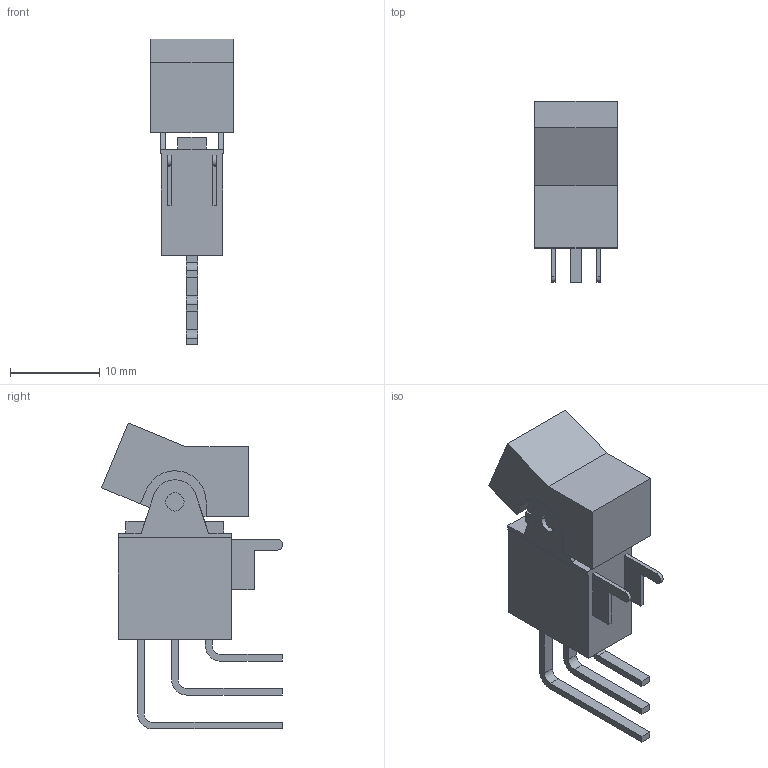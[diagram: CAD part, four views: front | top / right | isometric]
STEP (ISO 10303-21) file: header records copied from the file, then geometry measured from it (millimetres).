
FILE_DESCRIPTION((''),'2;1');
FILE_NAME('C-1-1571986-1','2021-09-14T06:43:56',('workeradm'),('TE Connectivity Ltd.'),'CREO PARAMETRIC BY PTC INC, 2021072','CREO PARAMETRIC BY PTC INC, 2021072','');
FILE_SCHEMA(('AUTOMOTIVE_DESIGN { 1 0 10303 214 1 1 1 1 }'));
Length unit declared in the file: millimetre
Products named in the file (1): C-1-1571986-1
Bounding box: 9.27 x 20.32 x 34.37 mm (x, y, z)
Volume: 2223.6 mm3; surface area: 1745.6 mm2
Topology: 1 solids, 1 shells, 86 faces, 230 edges, 152 vertices
Faces by surface type: plane 70, cylinder 16
Entity records: 2834 total; most frequent: CARTESIAN_POINT 470, ORIENTED_EDGE 460, DIRECTION 434, EDGE_CURVE 230, VECTOR 198, LINE 198, VERTEX_POINT 152, COLOUR_RGB 126
